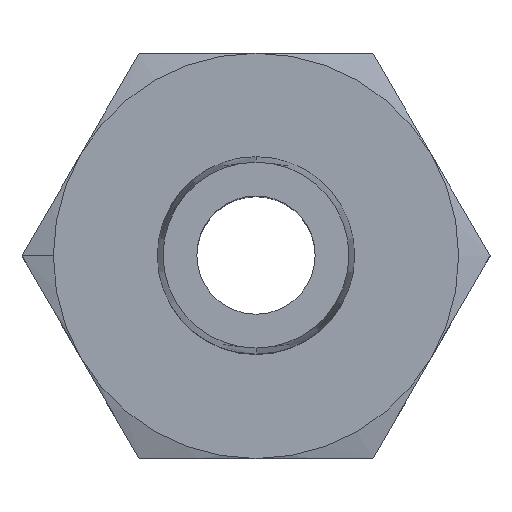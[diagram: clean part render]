
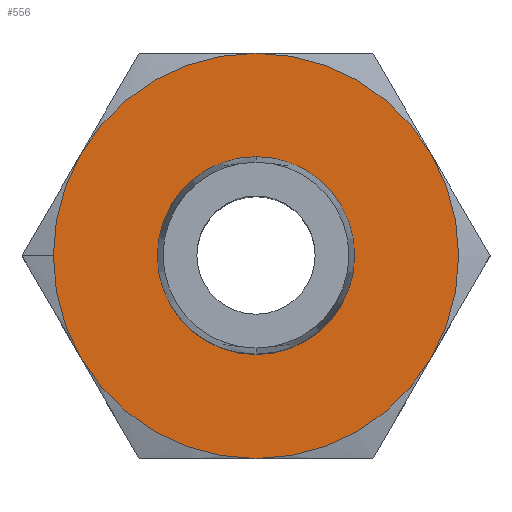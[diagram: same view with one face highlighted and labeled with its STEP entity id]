
A CAD part, top view. The second image highlights one B-rep face of the part: STEP entity #556.
In plain terms, the highlighted planar face has unit normal (0, 0, 1).
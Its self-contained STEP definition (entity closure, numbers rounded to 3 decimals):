
#5 = CIRCLE ( 'NONE', #791, 12. ) ;
#19 = VERTEX_POINT ( 'NONE', #783 ) ;
#25 = EDGE_CURVE ( 'NONE', #234, #753, #233, .T. ) ;
#60 = DIRECTION ( 'NONE',  ( 1., 0., 0. ) ) ;
#87 = ORIENTED_EDGE ( 'NONE', *, *, #684, .T. ) ;
#104 = AXIS2_PLACEMENT_3D ( 'NONE', #111, #539, #935 ) ;
#111 = CARTESIAN_POINT ( 'NONE',  ( 0., 0., 3.65 ) ) ;
#145 = CARTESIAN_POINT ( 'NONE',  ( 0., 0., 3.65 ) ) ;
#152 = DIRECTION ( 'NONE',  ( 1., 0., 0. ) ) ;
#171 = CIRCLE ( 'NONE', #932, 12. ) ;
#203 = DIRECTION ( 'NONE',  ( 1., 0., 0. ) ) ;
#212 = EDGE_CURVE ( 'NONE', #861, #1202, #1203, .T. ) ;
#213 = ORIENTED_EDGE ( 'NONE', *, *, #212, .T. ) ;
#233 = CIRCLE ( 'NONE', #981, 12. ) ;
#234 = VERTEX_POINT ( 'NONE', #1288 ) ;
#247 = VERTEX_POINT ( 'NONE', #1128 ) ;
#270 = VERTEX_POINT ( 'NONE', #553 ) ;
#294 = CARTESIAN_POINT ( 'NONE',  ( 0., 0., 3.65 ) ) ;
#311 = AXIS2_PLACEMENT_3D ( 'NONE', #625, #618, #511 ) ;
#355 = CIRCLE ( 'NONE', #1087, 5.843 ) ;
#406 = VERTEX_POINT ( 'NONE', #767 ) ;
#442 = AXIS2_PLACEMENT_3D ( 'NONE', #750, #1114, #203 ) ;
#468 = ORIENTED_EDGE ( 'NONE', *, *, #1138, .T. ) ;
#490 = ORIENTED_EDGE ( 'NONE', *, *, #1277, .T. ) ;
#493 = CARTESIAN_POINT ( 'NONE',  ( 10.392, -6., 3.65 ) ) ;
#511 = DIRECTION ( 'NONE',  ( 1., 0., 0. ) ) ;
#514 = ORIENTED_EDGE ( 'NONE', *, *, #564, .T. ) ;
#539 = DIRECTION ( 'NONE',  ( 0., 0., -1. ) ) ;
#552 = VERTEX_POINT ( 'NONE', #1194 ) ;
#553 = CARTESIAN_POINT ( 'NONE',  ( 0., -5.843, 3.65 ) ) ;
#556 = ADVANCED_FACE ( 'NONE', ( #1101, #1094 ), #1006, .T. ) ;
#564 = EDGE_CURVE ( 'NONE', #1202, #552, #898, .T. ) ;
#580 = DIRECTION ( 'NONE',  ( 0., 0., 1. ) ) ;
#592 = CARTESIAN_POINT ( 'NONE',  ( 0., 0., 3.65 ) ) ;
#618 = DIRECTION ( 'NONE',  ( 0., 0., 1. ) ) ;
#625 = CARTESIAN_POINT ( 'NONE',  ( 0., 0., 3.65 ) ) ;
#654 = ORIENTED_EDGE ( 'NONE', *, *, #668, .T. ) ;
#668 = EDGE_CURVE ( 'NONE', #753, #406, #171, .T. ) ;
#684 = EDGE_CURVE ( 'NONE', #270, #19, #355, .T. ) ;
#691 = CARTESIAN_POINT ( 'NONE',  ( 0., 0., 3.65 ) ) ;
#730 = DIRECTION ( 'NONE',  ( 0., 0., 1. ) ) ;
#741 = DIRECTION ( 'NONE',  ( 1., 0., 0. ) ) ;
#750 = CARTESIAN_POINT ( 'NONE',  ( 0., 0., 3.65 ) ) ;
#753 = VERTEX_POINT ( 'NONE', #493 ) ;
#767 = CARTESIAN_POINT ( 'NONE',  ( 10.392, 6., 3.65 ) ) ;
#775 = AXIS2_PLACEMENT_3D ( 'NONE', #294, #730, #1093 ) ;
#783 = CARTESIAN_POINT ( 'NONE',  ( 0., 5.843, 3.65 ) ) ;
#788 = CARTESIAN_POINT ( 'NONE',  ( 0., 0., 3.65 ) ) ;
#791 = AXIS2_PLACEMENT_3D ( 'NONE', #592, #978, #60 ) ;
#794 = DIRECTION ( 'NONE',  ( 0., 0., 1. ) ) ;
#800 = DIRECTION ( 'NONE',  ( 1., 0., 0. ) ) ;
#810 = CARTESIAN_POINT ( 'NONE',  ( -12., 0., 3.65 ) ) ;
#819 = ORIENTED_EDGE ( 'NONE', *, *, #943, .T. ) ;
#820 = EDGE_LOOP ( 'NONE', ( #654, #1236, #468, #213, #514, #490, #1189 ) ) ;
#824 = AXIS2_PLACEMENT_3D ( 'NONE', #1153, #1158, #1163 ) ;
#828 = DIRECTION ( 'NONE',  ( 0., 0., 1. ) ) ;
#861 = VERTEX_POINT ( 'NONE', #1013 ) ;
#898 = CIRCLE ( 'NONE', #311, 12. ) ;
#911 = EDGE_CURVE ( 'NONE', #406, #247, #1011, .T. ) ;
#920 = CARTESIAN_POINT ( 'NONE',  ( 0., 0., 3.65 ) ) ;
#932 = AXIS2_PLACEMENT_3D ( 'NONE', #145, #580, #969 ) ;
#935 = DIRECTION ( 'NONE',  ( 1., 0., 0. ) ) ;
#943 = EDGE_CURVE ( 'NONE', #19, #270, #1271, .T. ) ;
#969 = DIRECTION ( 'NONE',  ( 1., 0., 0. ) ) ;
#978 = DIRECTION ( 'NONE',  ( 0., 0., 1. ) ) ;
#981 = AXIS2_PLACEMENT_3D ( 'NONE', #788, #794, #800 ) ;
#1006 = PLANE ( 'NONE',  #1268 ) ;
#1011 = CIRCLE ( 'NONE', #442, 12. ) ;
#1013 = CARTESIAN_POINT ( 'NONE',  ( -10.392, 6., 3.65 ) ) ;
#1068 = DIRECTION ( 'NONE',  ( 0., 0., -1. ) ) ;
#1087 = AXIS2_PLACEMENT_3D ( 'NONE', #691, #1068, #152 ) ;
#1093 = DIRECTION ( 'NONE',  ( 1., 0., 0. ) ) ;
#1094 = FACE_OUTER_BOUND ( 'NONE', #820, .T. ) ;
#1101 = FACE_BOUND ( 'NONE', #1164, .T. ) ;
#1114 = DIRECTION ( 'NONE',  ( 0., 0., 1. ) ) ;
#1128 = CARTESIAN_POINT ( 'NONE',  ( 0., 12., 3.65 ) ) ;
#1138 = EDGE_CURVE ( 'NONE', #247, #861, #5, .T. ) ;
#1153 = CARTESIAN_POINT ( 'NONE',  ( 0., 0., 3.65 ) ) ;
#1158 = DIRECTION ( 'NONE',  ( 0., 0., 1. ) ) ;
#1163 = DIRECTION ( 'NONE',  ( 1., 0., 0. ) ) ;
#1164 = EDGE_LOOP ( 'NONE', ( #819, #87 ) ) ;
#1189 = ORIENTED_EDGE ( 'NONE', *, *, #25, .T. ) ;
#1194 = CARTESIAN_POINT ( 'NONE',  ( -10.392, -6., 3.65 ) ) ;
#1202 = VERTEX_POINT ( 'NONE', #810 ) ;
#1203 = CIRCLE ( 'NONE', #824, 12. ) ;
#1236 = ORIENTED_EDGE ( 'NONE', *, *, #911, .T. ) ;
#1268 = AXIS2_PLACEMENT_3D ( 'NONE', #920, #828, #741 ) ;
#1271 = CIRCLE ( 'NONE', #104, 5.843 ) ;
#1277 = EDGE_CURVE ( 'NONE', #552, #234, #1306, .T. ) ;
#1288 = CARTESIAN_POINT ( 'NONE',  ( 0., -12., 3.65 ) ) ;
#1306 = CIRCLE ( 'NONE', #775, 12. ) ;
